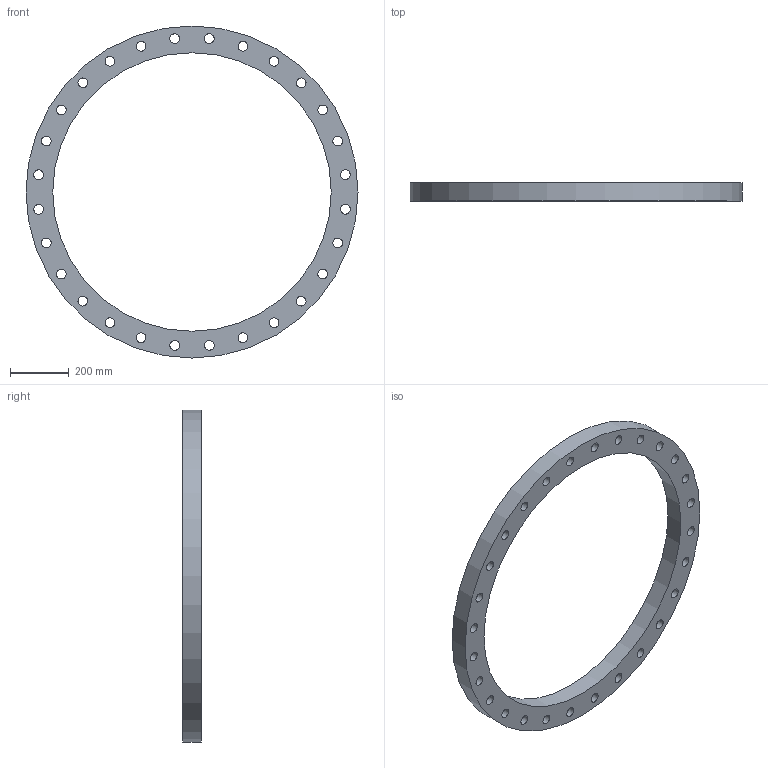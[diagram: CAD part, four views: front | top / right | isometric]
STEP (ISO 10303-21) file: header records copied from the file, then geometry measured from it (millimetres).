
FILE_DESCRIPTION(/* description */ ('PP/Steel loose Flange acc. EN1092-2 PN10/16, Ø900/DN900'),/* implementation_level */ '2;1');
FILE_NAME(/* name */ 'ODS900',/* time_stamp */ '2021-10-25T13:57:04+02:00',/* author */ ('COAB Solutions'),/* organization */ ('GPA Flowsystem'),/* preprocessor_version */ '',/* originating_system */ 'www.coabsolutions.com',/* authorisation */ '');
FILE_SCHEMA (('AUTOMOTIVE_DESIGN { 1 0 10303 214 3 1 1 }'));
Length unit declared in the file: millimetre
Products named in the file (1): ODS900
Bounding box: 1129 x 62 x 1129 mm (x, y, z)
Volume: 16913612.3 mm3; surface area: 1129936.6 mm2
Topology: 1 solids, 1 shells, 32 faces, 90 edges, 60 vertices
Faces by surface type: cylinder 30, plane 2
Full cylindrical faces by diameter (mm): 33 x28, 947 x1, 1129 x1
Entity records: 1231 total; most frequent: DIRECTION 216, CARTESIAN_POINT 183, ORIENTED_EDGE 180, AXIS2_PLACEMENT_3D 93, EDGE_LOOP 90, EDGE_CURVE 90, CIRCLE 60, VERTEX_POINT 60
